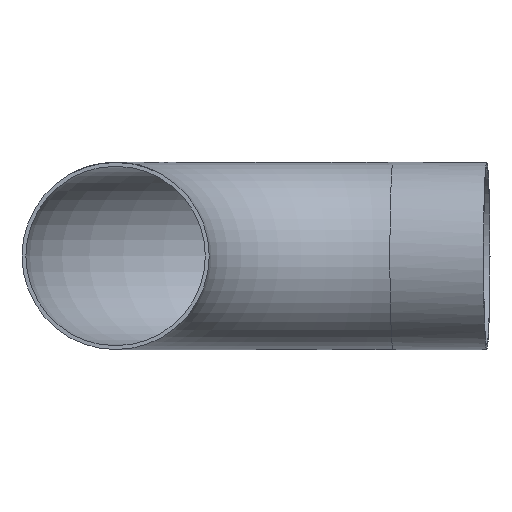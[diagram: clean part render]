
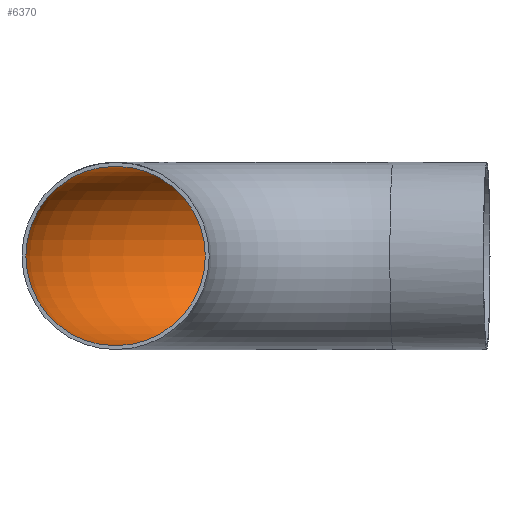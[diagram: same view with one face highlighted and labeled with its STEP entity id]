
A CAD part, front view. The second image highlights one B-rep face of the part: STEP entity #6370.
In plain terms, the highlighted toroidal (fillet/blend) face has major radius 152.4 mm and minor radius 48.692 mm.
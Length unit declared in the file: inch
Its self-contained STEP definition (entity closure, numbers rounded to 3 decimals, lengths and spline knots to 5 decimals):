
#14=TOROIDAL_SURFACE('',#6666,6.,1.917);
#69=FACE_BOUND('',#1514,.T.);
#648=B_SPLINE_CURVE_WITH_KNOTS('',3,(#14595,#14596,#14597,#14598,#14599,
#14600,#14601,#14602,#14603,#14604,#14605,#14606,#14607,#14608,#14609,#14610,
#14611,#14612),.UNSPECIFIED.,.F.,.F.,(4,2,2,2,2,2,2,2,4),(0.,0.90117,
1.80234,2.70379,3.60525,4.50716,5.40908,
6.31162,7.21415),.UNSPECIFIED.);
#650=B_SPLINE_CURVE_WITH_KNOTS('',3,(#14682,#14683,#14684,#14685,#14686,
#14687,#14688,#14689,#14690,#14691,#14692,#14693,#14694,#14695,#14696,#14697,
#14698,#14699),.UNSPECIFIED.,.F.,.F.,(4,2,2,2,2,2,2,2,4),(21.6471,
22.54964,23.45217,24.35409,25.256,26.15746,
27.05891,27.96008,28.86125),.UNSPECIFIED.);
#651=B_SPLINE_CURVE_WITH_KNOTS('',3,(#14700,#14701,#14702,#14703,#14704,
#14705,#14706,#14707,#14708,#14709,#14710,#14711,#14712,#14713,#14714,#14715,
#14716,#14717,#14718,#14719,#14720,#14721,#14722,#14723,#14724,#14725,#14726,
#14727,#14728,#14729,#14730,#14731,#14732,#14733),.UNSPECIFIED.,.F.,.F.,
(4,2,2,2,2,2,2,2,2,2,2,2,2,2,2,2,4),(7.21415,8.11699,
9.01983,9.92251,10.82518,11.72706,12.62895,
13.52979,14.43063,15.33146,16.2323,17.13419,
18.03607,18.93875,19.84142,20.74426,21.6471),
 .UNSPECIFIED.);
#1126=FACE_OUTER_BOUND('',#1513,.T.);
#1513=EDGE_LOOP('',(#5961,#5962,#5963));
#1514=EDGE_LOOP('',(#5964));
#1634=CIRCLE('',#6661,1.917);
#3106=VERTEX_POINT('',#14457);
#3107=VERTEX_POINT('',#14593);
#3108=VERTEX_POINT('',#14594);
#3110=VERTEX_POINT('',#14681);
#4054=EDGE_CURVE('',#3106,#3106,#1634,.T.);
#4055=EDGE_CURVE('',#3107,#3108,#648,.T.);
#4058=EDGE_CURVE('',#3110,#3107,#650,.T.);
#4059=EDGE_CURVE('',#3108,#3110,#651,.T.);
#5961=ORIENTED_EDGE('',*,*,#4055,.T.);
#5962=ORIENTED_EDGE('',*,*,#4059,.T.);
#5963=ORIENTED_EDGE('',*,*,#4058,.T.);
#5964=ORIENTED_EDGE('',*,*,#4054,.F.);
#6370=ADVANCED_FACE('',(#1126,#69),#14,.F.);
#6661=AXIS2_PLACEMENT_3D('',#14458,#7663,#7664);
#6666=AXIS2_PLACEMENT_3D('',#15069,#7675,#7676);
#7663=DIRECTION('center_axis',(0.,1.,0.));
#7664=DIRECTION('ref_axis',(-1.,0.,0.));
#7675=DIRECTION('center_axis',(0.,0.,-1.));
#7676=DIRECTION('ref_axis',(-1.,0.,0.));
#14457=CARTESIAN_POINT('',(-6.,0.,1.917));
#14458=CARTESIAN_POINT('Origin',(-6.,0.,0.));
#14593=CARTESIAN_POINT('',(-0.0029,7.917,0.));
#14594=CARTESIAN_POINT('',(-0.06986,5.99959,1.917));
#14595=CARTESIAN_POINT('Ctrl Pts',(-0.0029,7.917,
0.));
#14596=CARTESIAN_POINT('Ctrl Pts',(-0.0029,7.917,
0.11826));
#14597=CARTESIAN_POINT('Ctrl Pts',(-0.00331,7.90533,
0.24742));
#14598=CARTESIAN_POINT('Ctrl Pts',(-0.00506,7.85503,
0.50037));
#14599=CARTESIAN_POINT('Ctrl Pts',(-0.00641,7.81639,
0.62416));
#14600=CARTESIAN_POINT('Ctrl Pts',(-0.00957,7.72589,
0.8427));
#14601=CARTESIAN_POINT('Ctrl Pts',(-0.01167,7.66569,
0.95759));
#14602=CARTESIAN_POINT('Ctrl Pts',(-0.01668,7.5224,
1.17208));
#14603=CARTESIAN_POINT('Ctrl Pts',(-0.01958,7.43933,
1.27167));
#14604=CARTESIAN_POINT('Ctrl Pts',(-0.02542,7.27205,
1.43898));
#14605=CARTESIAN_POINT('Ctrl Pts',(-0.0289,7.17243,1.52211));
#14606=CARTESIAN_POINT('Ctrl Pts',(-0.03639,6.95791,
1.66546));
#14607=CARTESIAN_POINT('Ctrl Pts',(-0.0404,6.84301,
1.72569));
#14608=CARTESIAN_POINT('Ctrl Pts',(-0.04804,6.62434,
1.81628));
#14609=CARTESIAN_POINT('Ctrl Pts',(-0.05237,6.50043,
1.85497));
#14610=CARTESIAN_POINT('Ctrl Pts',(-0.06121,6.24724,
1.90532));
#14611=CARTESIAN_POINT('Ctrl Pts',(-0.06572,6.11796,
1.917));
#14612=CARTESIAN_POINT('Ctrl Pts',(-0.06986,5.99959,
1.917));
#14681=CARTESIAN_POINT('',(-0.06986,5.99959,-1.917));
#14682=CARTESIAN_POINT('Ctrl Pts',(-0.06986,5.99959,
-1.917));
#14683=CARTESIAN_POINT('Ctrl Pts',(-0.06572,6.11796,
-1.917));
#14684=CARTESIAN_POINT('Ctrl Pts',(-0.06121,6.24724,
-1.90532));
#14685=CARTESIAN_POINT('Ctrl Pts',(-0.05237,6.50043,
-1.85497));
#14686=CARTESIAN_POINT('Ctrl Pts',(-0.04804,6.62434,
-1.81628));
#14687=CARTESIAN_POINT('Ctrl Pts',(-0.0404,6.84301,
-1.72569));
#14688=CARTESIAN_POINT('Ctrl Pts',(-0.03639,6.95791,
-1.66546));
#14689=CARTESIAN_POINT('Ctrl Pts',(-0.0289,7.17243,-1.52211));
#14690=CARTESIAN_POINT('Ctrl Pts',(-0.02542,7.27205,
-1.43898));
#14691=CARTESIAN_POINT('Ctrl Pts',(-0.01958,7.43933,
-1.27167));
#14692=CARTESIAN_POINT('Ctrl Pts',(-0.01668,7.5224,
-1.17208));
#14693=CARTESIAN_POINT('Ctrl Pts',(-0.01167,7.66569,
-0.95759));
#14694=CARTESIAN_POINT('Ctrl Pts',(-0.00957,7.72589,
-0.8427));
#14695=CARTESIAN_POINT('Ctrl Pts',(-0.00641,7.81639,
-0.62416));
#14696=CARTESIAN_POINT('Ctrl Pts',(-0.00506,7.85503,
-0.50037));
#14697=CARTESIAN_POINT('Ctrl Pts',(-0.00331,7.90533,
-0.24742));
#14698=CARTESIAN_POINT('Ctrl Pts',(-0.0029,7.917,
-0.11826));
#14699=CARTESIAN_POINT('Ctrl Pts',(-0.0029,7.917,
0.));
#14700=CARTESIAN_POINT('Ctrl Pts',(-0.06986,5.99959,
1.917));
#14701=CARTESIAN_POINT('Ctrl Pts',(-0.07399,5.88118,
1.917));
#14702=CARTESIAN_POINT('Ctrl Pts',(-0.07851,5.75186,
1.90532));
#14703=CARTESIAN_POINT('Ctrl Pts',(-0.08735,5.49859,
1.85494));
#14704=CARTESIAN_POINT('Ctrl Pts',(-0.09168,5.37463,
1.81625));
#14705=CARTESIAN_POINT('Ctrl Pts',(-0.09932,5.15583,
1.72565));
#14706=CARTESIAN_POINT('Ctrl Pts',(-0.10334,5.04081,
1.66539));
#14707=CARTESIAN_POINT('Ctrl Pts',(-0.11084,4.82607,1.52197));
#14708=CARTESIAN_POINT('Ctrl Pts',(-0.11432,4.72634,1.43881));
#14709=CARTESIAN_POINT('Ctrl Pts',(-0.12017,4.55888,
1.27146));
#14710=CARTESIAN_POINT('Ctrl Pts',(-0.12307,4.47572,
1.17185));
#14711=CARTESIAN_POINT('Ctrl Pts',(-0.12808,4.33227,
0.95734));
#14712=CARTESIAN_POINT('Ctrl Pts',(-0.13019,4.27198,
0.84242));
#14713=CARTESIAN_POINT('Ctrl Pts',(-0.13335,4.18139,
0.6239));
#14714=CARTESIAN_POINT('Ctrl Pts',(-0.1347,4.14273,0.50017));
#14715=CARTESIAN_POINT('Ctrl Pts',(-0.13646,4.09238,
0.24733));
#14716=CARTESIAN_POINT('Ctrl Pts',(-0.13686,4.08071,
0.11822));
#14717=CARTESIAN_POINT('Ctrl Pts',(-0.13686,4.08071,
-0.11822));
#14718=CARTESIAN_POINT('Ctrl Pts',(-0.13646,4.09238,
-0.24733));
#14719=CARTESIAN_POINT('Ctrl Pts',(-0.1347,4.14273,-0.50017));
#14720=CARTESIAN_POINT('Ctrl Pts',(-0.13335,4.18139,
-0.6239));
#14721=CARTESIAN_POINT('Ctrl Pts',(-0.13019,4.27198,
-0.84242));
#14722=CARTESIAN_POINT('Ctrl Pts',(-0.12808,4.33227,
-0.95734));
#14723=CARTESIAN_POINT('Ctrl Pts',(-0.12307,4.47572,
-1.17185));
#14724=CARTESIAN_POINT('Ctrl Pts',(-0.12017,4.55888,
-1.27146));
#14725=CARTESIAN_POINT('Ctrl Pts',(-0.11432,4.72634,-1.43881));
#14726=CARTESIAN_POINT('Ctrl Pts',(-0.11084,4.82607,-1.52197));
#14727=CARTESIAN_POINT('Ctrl Pts',(-0.10334,5.04081,
-1.66539));
#14728=CARTESIAN_POINT('Ctrl Pts',(-0.09932,5.15583,
-1.72565));
#14729=CARTESIAN_POINT('Ctrl Pts',(-0.09168,5.37463,
-1.81625));
#14730=CARTESIAN_POINT('Ctrl Pts',(-0.08735,5.49859,
-1.85494));
#14731=CARTESIAN_POINT('Ctrl Pts',(-0.07851,5.75186,
-1.90532));
#14732=CARTESIAN_POINT('Ctrl Pts',(-0.07399,5.88118,
-1.917));
#14733=CARTESIAN_POINT('Ctrl Pts',(-0.06986,5.99959,
-1.917));
#15069=CARTESIAN_POINT('Origin',(0.,0.,0.));
